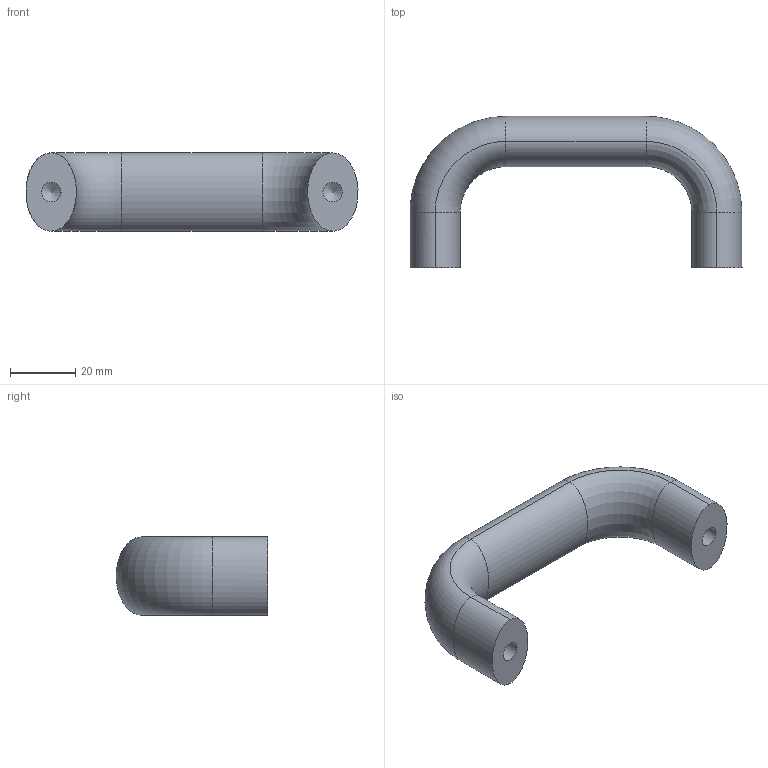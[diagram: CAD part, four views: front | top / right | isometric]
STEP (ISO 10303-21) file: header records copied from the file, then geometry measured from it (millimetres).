
FILE_DESCRIPTION( ( 'Unknown' ), '1' );
FILE_NAME( '1841-A.stp', 'Unknown', ( 'Unknown' ), ( 'Unknown' ), 'PSStep 15.0.49', 'Unknown', ' ' );
FILE_SCHEMA( ( 'AUTOMOTIVE_DESIGN { 1 0 10303 214 1 1 1 1 }' ) );
Length unit declared in the file: millimetre
Products named in the file (1): 1
Bounding box: 101.96 x 46.48 x 24 mm (x, y, z)
Volume: 41519.9 mm3; surface area: 10320.3 mm2
Topology: 1 solids, 1 shells, 17 faces, 33 edges, 19 vertices
Faces by surface type: bspline 6, revolution 4, plane 3, cylinder 2, cone 2
Full cylindrical faces by diameter (mm): 6 x2
Entity records: 639 total; most frequent: CARTESIAN_POINT 176, ORIENTED_EDGE 54, PRESENTATION_STYLE_ASSIGNMENT 35, COLOUR_RGB 35, DIRECTION 30, EDGE_CURVE 27, EDGE_LOOP 22, FACE_OUTER_BOUND 19
